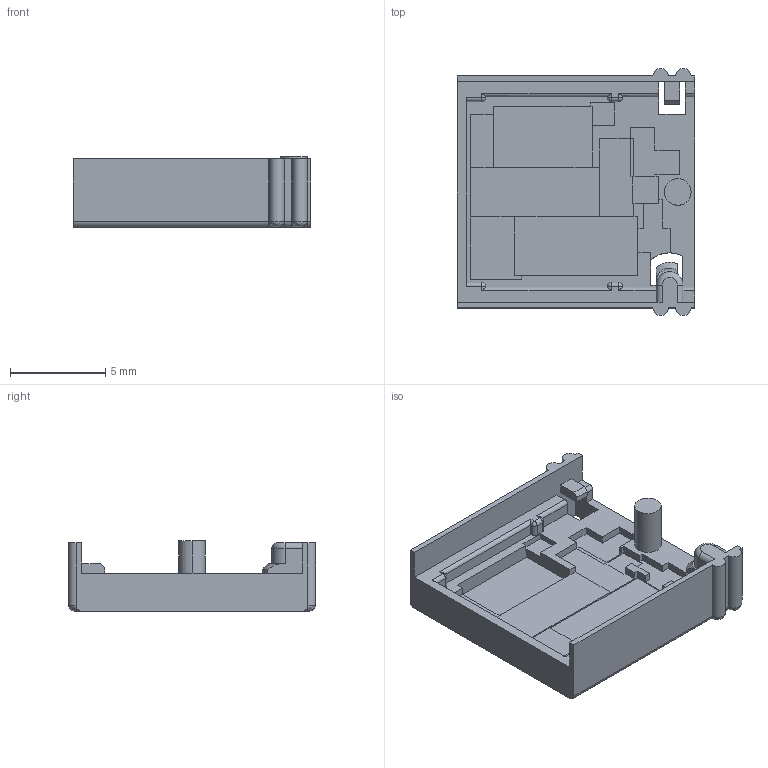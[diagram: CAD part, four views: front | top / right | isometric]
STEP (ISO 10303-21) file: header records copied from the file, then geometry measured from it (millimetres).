
FILE_DESCRIPTION((''),'2;1');
FILE_NAME('FOMU_CASE_V5_1_','2019-04-25T',('duan'),(''),'PRO/ENGINEER BY PARAMETRIC TECHNOLOGY CORPORATION, 2015240','PRO/ENGINEER BY PARAMETRIC TECHNOLOGY CORPORATION, 2015240','');
FILE_SCHEMA(('CONFIG_CONTROL_DESIGN','SHAPE_APPEARANCE_LAYERS_GROUPS'));
Length unit declared in the file: millimetre
Products named in the file (1): FOMU_CASE_V5_1_
Bounding box: 12.5 x 13 x 3.7 mm (x, y, z)
Volume: 184.9 mm3; surface area: 563.9 mm2
Topology: 1 solids, 1 shells, 170 faces, 466 edges, 289 vertices
Faces by surface type: plane 111, cylinder 39, bspline 12, sphere 6, torus 1, cone 1
Entity records: 7013 total; most frequent: CARTESIAN_POINT 1210, ORIENTED_EDGE 916, DIRECTION 859, PRESENTATION_STYLE_ASSIGNMENT 459, STYLED_ITEM 459, CURVE_STYLE 458, EDGE_CURVE 458, VECTOR 357
